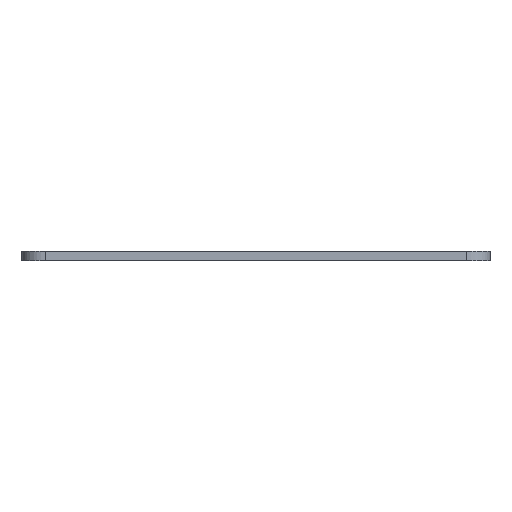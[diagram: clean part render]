
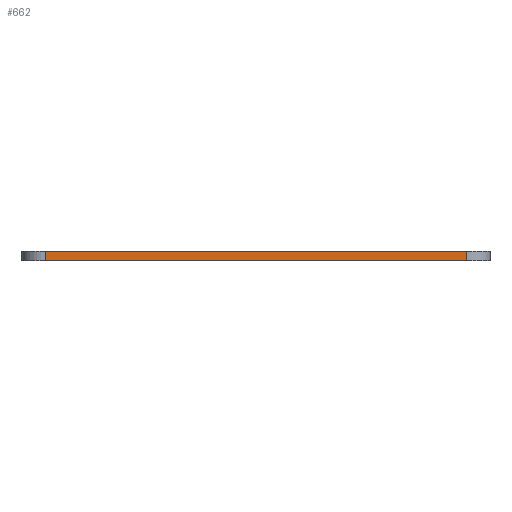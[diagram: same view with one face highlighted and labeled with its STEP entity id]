
A CAD part, front view. The second image highlights one B-rep face of the part: STEP entity #662.
In plain terms, the highlighted planar face has unit normal (0, -1, 0).
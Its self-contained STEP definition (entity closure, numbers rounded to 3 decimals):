
#57 = LINE ( 'NONE', #396, #2299 ) ;
#58 = EDGE_CURVE ( 'NONE', #1836, #2274, #57, .T. ) ;
#206 = CARTESIAN_POINT ( 'NONE',  ( -160., 695., 0. ) ) ;
#234 = DIRECTION ( 'NONE',  ( 0., 1., 0. ) ) ;
#290 = EDGE_LOOP ( 'NONE', ( #1579, #3521, #680, #2740 ) ) ;
#396 = CARTESIAN_POINT ( 'NONE',  ( 30., 695., 4. ) ) ;
#443 = CARTESIAN_POINT ( 'NONE',  ( 30., 695., 4. ) ) ;
#454 = DIRECTION ( 'NONE',  ( 1., 0., 0. ) ) ;
#484 = CARTESIAN_POINT ( 'NONE',  ( -150., 695., 0. ) ) ;
#544 = CARTESIAN_POINT ( 'NONE',  ( -160., 695., 4. ) ) ;
#662 = ADVANCED_FACE ( 'NONE', ( #3552 ), #3067, .F. ) ;
#680 = ORIENTED_EDGE ( 'NONE', *, *, #3471, .F. ) ;
#731 = VERTEX_POINT ( 'NONE', #2836 ) ;
#814 = LINE ( 'NONE', #206, #2176 ) ;
#1178 = DIRECTION ( 'NONE',  ( 0., 0., 1. ) ) ;
#1355 = DIRECTION ( 'NONE',  ( 0., 0., 1. ) ) ;
#1579 = ORIENTED_EDGE ( 'NONE', *, *, #2797, .T. ) ;
#1604 = DIRECTION ( 'NONE',  ( 0., 0., -1. ) ) ;
#1836 = VERTEX_POINT ( 'NONE', #3565 ) ;
#1998 = VECTOR ( 'NONE', #2077, 1000. ) ;
#2077 = DIRECTION ( 'NONE',  ( 1., 0., 0. ) ) ;
#2095 = CARTESIAN_POINT ( 'NONE',  ( -160., 695., 4. ) ) ;
#2176 = VECTOR ( 'NONE', #454, 1000. ) ;
#2237 = VECTOR ( 'NONE', #1604, 1000. ) ;
#2274 = VERTEX_POINT ( 'NONE', #443 ) ;
#2299 = VECTOR ( 'NONE', #1178, 1000. ) ;
#2360 = AXIS2_PLACEMENT_3D ( 'NONE', #544, #234, #1355 ) ;
#2444 = VERTEX_POINT ( 'NONE', #484 ) ;
#2691 = LINE ( 'NONE', #2095, #1998 ) ;
#2740 = ORIENTED_EDGE ( 'NONE', *, *, #2961, .T. ) ;
#2797 = EDGE_CURVE ( 'NONE', #2444, #1836, #814, .T. ) ;
#2836 = CARTESIAN_POINT ( 'NONE',  ( -150., 695., 4. ) ) ;
#2961 = EDGE_CURVE ( 'NONE', #731, #2444, #3555, .T. ) ;
#3067 = PLANE ( 'NONE',  #2360 ) ;
#3471 = EDGE_CURVE ( 'NONE', #731, #2274, #2691, .T. ) ;
#3521 = ORIENTED_EDGE ( 'NONE', *, *, #58, .T. ) ;
#3540 = CARTESIAN_POINT ( 'NONE',  ( -150., 695., 4. ) ) ;
#3552 = FACE_OUTER_BOUND ( 'NONE', #290, .T. ) ;
#3555 = LINE ( 'NONE', #3540, #2237 ) ;
#3565 = CARTESIAN_POINT ( 'NONE',  ( 30., 695., 0. ) ) ;
